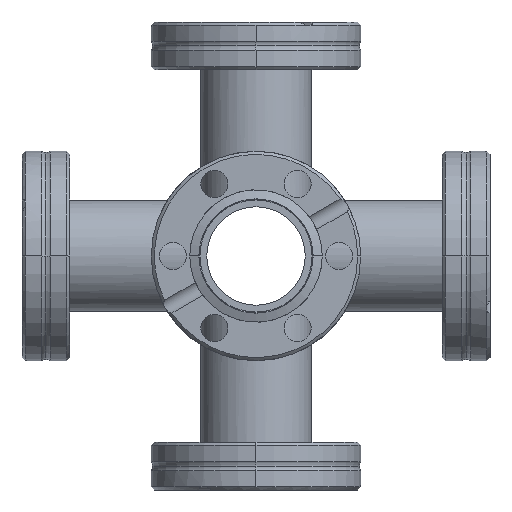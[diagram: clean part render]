
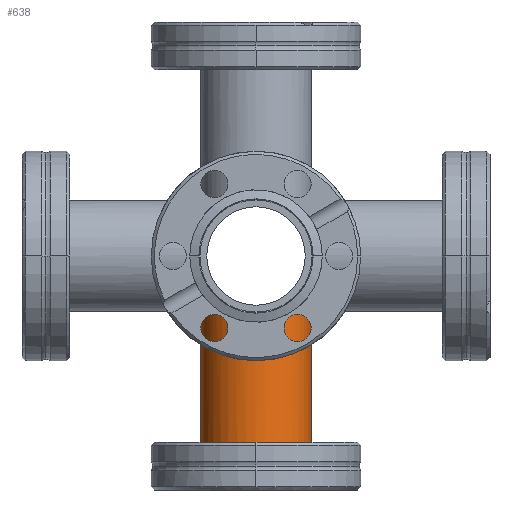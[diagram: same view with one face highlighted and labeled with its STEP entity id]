
A CAD part, left-side view. The second image highlights one B-rep face of the part: STEP entity #638.
In plain terms, the highlighted cylindrical face has radius 9 mm (diameter 18 mm), a partial arc.
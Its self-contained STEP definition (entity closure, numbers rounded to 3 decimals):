
#23 = VERTEX_POINT ( 'NONE', #14165 ) ;
#166 = CARTESIAN_POINT ( 'NONE',  ( -6.364, 6.364, -6.364 ) ) ;
#548 = CARTESIAN_POINT ( 'NONE',  ( 0., -9., -9. ) ) ;
#638 = ADVANCED_FACE ( 'NONE', ( #13174 ), #6359, .T. ) ;
#765 = VERTEX_POINT ( 'NONE', #1270 ) ;
#784 = CARTESIAN_POINT ( 'NONE',  ( 0., 0., -33.7 ) ) ;
#903 = CARTESIAN_POINT ( 'NONE',  ( -2.419, 9., -9. ) ) ;
#917 = ORIENTED_EDGE ( 'NONE', *, *, #12249, .T. ) ;
#1098 = ORIENTED_EDGE ( 'NONE', *, *, #11856, .T. ) ;
#1270 = CARTESIAN_POINT ( 'NONE',  ( -6.364, -6.364, -6.364 ) ) ;
#1508 = VERTEX_POINT ( 'NONE', #9975 ) ;
#1787 = VERTEX_POINT ( 'NONE', #7214 ) ;
#1934 = DIRECTION ( 'NONE',  ( 0., 1., 0. ) ) ;
#1938 = EDGE_CURVE ( 'NONE', #10493, #7407, #5368, .T. ) ;
#2057 = CARTESIAN_POINT ( 'NONE',  ( -4.654, 8.074, -8.074 ) ) ;
#2282 = CARTESIAN_POINT ( 'NONE',  ( 0., -9., -33.7 ) ) ;
#2503 = EDGE_CURVE ( 'NONE', #7407, #765, #5539, .T. ) ;
#2507 = ORIENTED_EDGE ( 'NONE', *, *, #2503, .F. ) ;
#2691 = VECTOR ( 'NONE', #9261, 1000. ) ;
#2703 = DIRECTION ( 'NONE',  ( 0., 0., 1. ) ) ;
#2763 = CARTESIAN_POINT ( 'NONE',  ( 0., -9., -40. ) ) ;
#2848 = CARTESIAN_POINT ( 'NONE',  ( 0., 9., -40. ) ) ;
#2892 = EDGE_CURVE ( 'NONE', #23, #10493, #10867, .T. ) ;
#2895 = CARTESIAN_POINT ( 'NONE',  ( -6.364, 6.364, -6.364 ) ) ;
#2993 = CARTESIAN_POINT ( 'NONE',  ( 0., 0., -40. ) ) ;
#3795 = EDGE_CURVE ( 'NONE', #1508, #23, #9925, .T. ) ;
#4158 = VECTOR ( 'NONE', #2703, 1000. ) ;
#4805 = CARTESIAN_POINT ( 'NONE',  ( -9., 0., -9. ) ) ;
#5064 = ORIENTED_EDGE ( 'NONE', *, *, #13173, .F. ) ;
#5089 = CIRCLE ( 'NONE', #5162, 9. ) ;
#5162 = AXIS2_PLACEMENT_3D ( 'NONE', #784, #8468, #1934 ) ;
#5368 =( BOUNDED_CURVE ( )  B_SPLINE_CURVE ( 3, ( #166, #12684, #12430, #4805 ),
 .UNSPECIFIED., .F., .T. ) 
 B_SPLINE_CURVE_WITH_KNOTS ( ( 4, 4 ),
 ( 2.356, 3.142 ),
 .UNSPECIFIED. ) 
 CURVE ( )  GEOMETRIC_REPRESENTATION_ITEM ( )  RATIONAL_B_SPLINE_CURVE ( ( 1., 0.949, 0.949, 1. ) ) 
 REPRESENTATION_ITEM ( '' )  );
#5539 =( BOUNDED_CURVE ( )  B_SPLINE_CURVE ( 3, ( #11616, #12338, #11441, #11391 ),
 .UNSPECIFIED., .F., .T. ) 
 B_SPLINE_CURVE_WITH_KNOTS ( ( 4, 4 ),
 ( 3.142, 3.927 ),
 .UNSPECIFIED. ) 
 CURVE ( )  GEOMETRIC_REPRESENTATION_ITEM ( )  RATIONAL_B_SPLINE_CURVE ( ( 1., 0.949, 0.949, 1. ) ) 
 REPRESENTATION_ITEM ( '' )  );
#5693 = EDGE_LOOP ( 'NONE', ( #1098, #917, #5064, #2507, #9345, #6592, #8481 ) ) ;
#6359 = CYLINDRICAL_SURFACE ( 'NONE', #10039, 9. ) ;
#6452 = CARTESIAN_POINT ( 'NONE',  ( 0., 9., -9. ) ) ;
#6592 = ORIENTED_EDGE ( 'NONE', *, *, #2892, .F. ) ;
#7023 = DIRECTION ( 'NONE',  ( 0., 0., 1. ) ) ;
#7133 = CARTESIAN_POINT ( 'NONE',  ( -2.419, -9., -9. ) ) ;
#7214 = CARTESIAN_POINT ( 'NONE',  ( 0., -9., -9. ) ) ;
#7407 = VERTEX_POINT ( 'NONE', #10956 ) ;
#8159 = CARTESIAN_POINT ( 'NONE',  ( -4.654, -8.074, -8.074 ) ) ;
#8220 = CARTESIAN_POINT ( 'NONE',  ( -6.364, 6.364, -6.364 ) ) ;
#8468 = DIRECTION ( 'NONE',  ( 0., 0., 1. ) ) ;
#8481 = ORIENTED_EDGE ( 'NONE', *, *, #3795, .F. ) ;
#9261 = DIRECTION ( 'NONE',  ( 0., 0., 1. ) ) ;
#9345 = ORIENTED_EDGE ( 'NONE', *, *, #1938, .F. ) ;
#9540 =( BOUNDED_CURVE ( )  B_SPLINE_CURVE ( 3, ( #12597, #8159, #7133, #548 ),
 .UNSPECIFIED., .F., .F. ) 
 B_SPLINE_CURVE_WITH_KNOTS ( ( 4, 4 ),
 ( 2.356, 3.142 ),
 .UNSPECIFIED. ) 
 CURVE ( )  GEOMETRIC_REPRESENTATION_ITEM ( )  RATIONAL_B_SPLINE_CURVE ( ( 1., 0.949, 0.949, 1. ) ) 
 REPRESENTATION_ITEM ( '' )  );
#9925 = LINE ( 'NONE', #2848, #4158 ) ;
#9975 = CARTESIAN_POINT ( 'NONE',  ( 0., 9., -33.7 ) ) ;
#10039 = AXIS2_PLACEMENT_3D ( 'NONE', #2993, #7023, #10512 ) ;
#10493 = VERTEX_POINT ( 'NONE', #8220 ) ;
#10512 = DIRECTION ( 'NONE',  ( 0., 1., 0. ) ) ;
#10867 =( BOUNDED_CURVE ( )  B_SPLINE_CURVE ( 3, ( #6452, #903, #2057, #2895 ),
 .UNSPECIFIED., .F., .T. ) 
 B_SPLINE_CURVE_WITH_KNOTS ( ( 4, 4 ),
 ( 3.142, 3.927 ),
 .UNSPECIFIED. ) 
 CURVE ( )  GEOMETRIC_REPRESENTATION_ITEM ( )  RATIONAL_B_SPLINE_CURVE ( ( 1., 0.949, 0.949, 1. ) ) 
 REPRESENTATION_ITEM ( '' )  );
#10956 = CARTESIAN_POINT ( 'NONE',  ( -9., 0., -9. ) ) ;
#11391 = CARTESIAN_POINT ( 'NONE',  ( -6.364, -6.364, -6.364 ) ) ;
#11441 = CARTESIAN_POINT ( 'NONE',  ( -8.074, -4.654, -8.074 ) ) ;
#11616 = CARTESIAN_POINT ( 'NONE',  ( -9., 0., -9. ) ) ;
#11856 = EDGE_CURVE ( 'NONE', #1508, #14044, #5089, .T. ) ;
#12249 = EDGE_CURVE ( 'NONE', #14044, #1787, #13934, .T. ) ;
#12338 = CARTESIAN_POINT ( 'NONE',  ( -9., -2.419, -9. ) ) ;
#12430 = CARTESIAN_POINT ( 'NONE',  ( -9., 2.419, -9. ) ) ;
#12597 = CARTESIAN_POINT ( 'NONE',  ( -6.364, -6.364, -6.364 ) ) ;
#12684 = CARTESIAN_POINT ( 'NONE',  ( -8.074, 4.654, -8.074 ) ) ;
#13173 = EDGE_CURVE ( 'NONE', #765, #1787, #9540, .T. ) ;
#13174 = FACE_OUTER_BOUND ( 'NONE', #5693, .T. ) ;
#13934 = LINE ( 'NONE', #2763, #2691 ) ;
#14044 = VERTEX_POINT ( 'NONE', #2282 ) ;
#14165 = CARTESIAN_POINT ( 'NONE',  ( 0., 9., -9. ) ) ;
